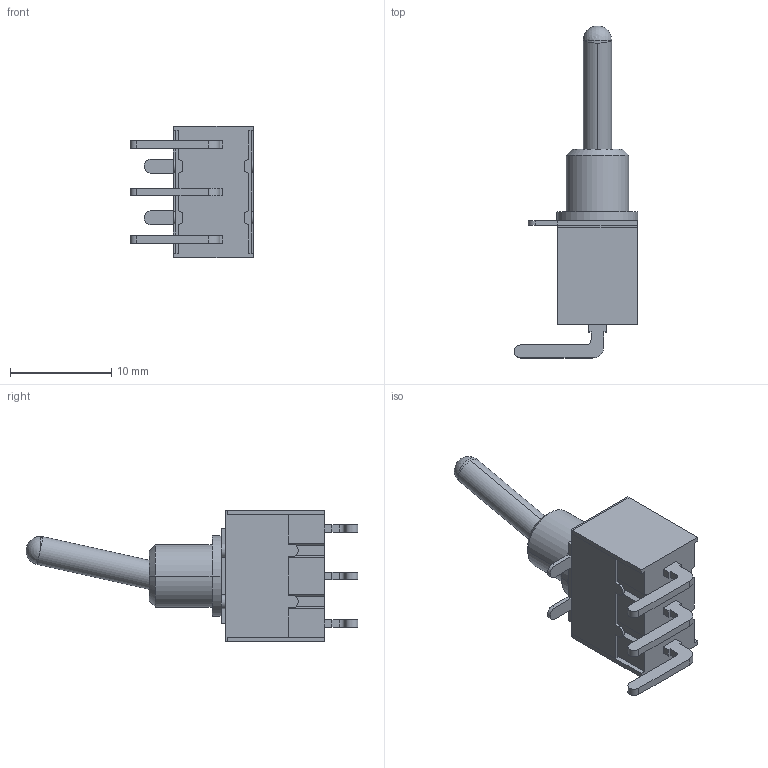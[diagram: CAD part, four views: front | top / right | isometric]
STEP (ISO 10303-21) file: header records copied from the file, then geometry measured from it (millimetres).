
FILE_DESCRIPTION( ( '' ), '1' );
FILE_NAME( 'm2012sa2w30_2_14b.stp', '2008-08-08T00:52:47', ( '' ), ( '' ), ' ', ' ', ' ' );
FILE_SCHEMA( ( 'automotive_design' ) );
Length unit declared in the file: inch
Products named in the file (6): 1; 2; 3; 4; 5; 6
Bounding box: 12.24 x 32.8 x 13 mm (x, y, z)
Volume: 1202.5 mm3; surface area: 2054.5 mm2
Topology: 6 solids, 6 shells, 163 faces, 437 edges, 288 vertices
Faces by surface type: plane 127, cylinder 32, cone 2, sphere 2
Entity records: 10069 total; most frequent: CARTESIAN_POINT 896, STYLED_ITEM 890, PRESENTATION_STYLE_ASSIGNMENT 890, COLOUR_RGB 890, ORIENTED_EDGE 866, DIRECTION 837, EDGE_CURVE 433, CURVE_STYLE 433
